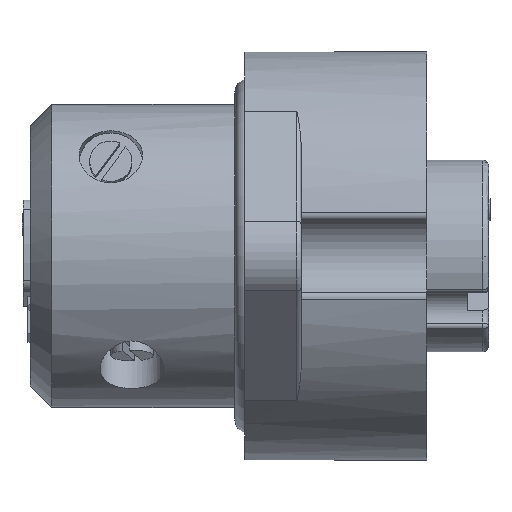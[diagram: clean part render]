
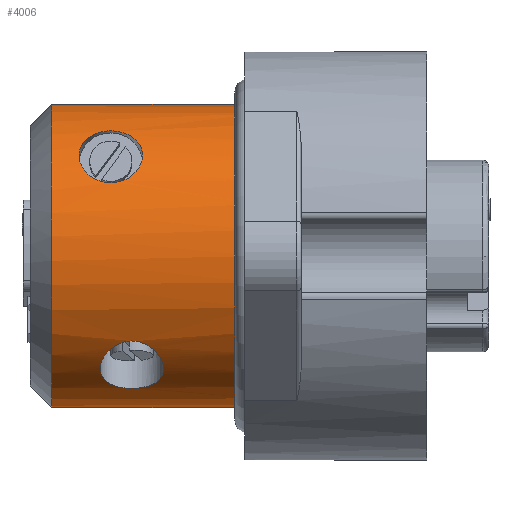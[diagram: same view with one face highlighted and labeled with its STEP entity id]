
A CAD part, front view. The second image highlights one B-rep face of the part: STEP entity #4006.
In plain terms, the highlighted cylindrical face has radius 10.75 mm (diameter 21.5 mm), a full revolution.
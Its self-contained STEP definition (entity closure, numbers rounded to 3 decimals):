
#182=CYLINDRICAL_SURFACE('',#5004,10.75);
#249=B_SPLINE_CURVE_WITH_KNOTS('',3,(#7293,#7294,#7295,#7296,#7297,#7298,
#7299,#7300,#7301,#7302,#7303,#7304,#7305,#7306,#7307,#7308,#7309,#7310),
 .UNSPECIFIED.,.T.,.F.,(2,2,2,2,2,2,2,2,2,2,2),(-0.125,0.,0.125,0.25,0.375,
0.5,0.625,0.75,0.875,1.,1.125),.UNSPECIFIED.);
#250=B_SPLINE_CURVE_WITH_KNOTS('',3,(#7312,#7313,#7314,#7315,#7316,#7317,
#7318,#7319,#7320,#7321,#7322,#7323,#7324,#7325,#7326,#7327,#7328,#7329,
#7330,#7331),.UNSPECIFIED.,.T.,.F.,(2,2,2,2,2,2,2,2,2,2,2,2),(-0.125,0.,
0.125,0.25,0.375,0.438,0.5,0.625,0.75,0.875,1.,1.125),.UNSPECIFIED.);
#251=B_SPLINE_CURVE_WITH_KNOTS('',3,(#7333,#7334,#7335,#7336,#7337,#7338,
#7339,#7340,#7341,#7342,#7343,#7344,#7345,#7346,#7347,#7348,#7349,#7350,
#7351,#7352),.UNSPECIFIED.,.T.,.F.,(2,2,2,2,2,2,2,2,2,2,2,2),(-0.125,0.,
0.125,0.25,0.375,0.438,0.5,
0.625,0.75,0.875,1.,1.125),.UNSPECIFIED.);
#252=B_SPLINE_CURVE_WITH_KNOTS('',3,(#7354,#7355,#7356,#7357,#7358,#7359,
#7360,#7361,#7362,#7363,#7364,#7365,#7366,#7367,#7368,#7369,#7370,#7371,
#7372,#7373),.UNSPECIFIED.,.T.,.F.,(2,2,2,2,2,2,2,2,2,2,2,2),(-0.125,0.,
0.125,0.25,0.375,0.438,0.5,0.625,0.75,0.875,1.,1.125),.UNSPECIFIED.);
#1412=EDGE_LOOP('',(#1924));
#1413=EDGE_LOOP('',(#1925));
#1414=EDGE_LOOP('',(#1926));
#1415=EDGE_LOOP('',(#1927));
#1416=EDGE_LOOP('',(#1928));
#1417=EDGE_LOOP('',(#1929));
#1924=ORIENTED_EDGE('',*,*,#3245,.F.);
#1925=ORIENTED_EDGE('',*,*,#3246,.F.);
#1926=ORIENTED_EDGE('',*,*,#3247,.F.);
#1927=ORIENTED_EDGE('',*,*,#3248,.F.);
#1928=ORIENTED_EDGE('',*,*,#3249,.T.);
#1929=ORIENTED_EDGE('',*,*,#3250,.T.);
#3245=EDGE_CURVE('',#4632,#4632,#249,.T.);
#3246=EDGE_CURVE('',#4633,#4633,#250,.T.);
#3247=EDGE_CURVE('',#4634,#4634,#251,.T.);
#3248=EDGE_CURVE('',#4635,#4635,#252,.T.);
#3249=EDGE_CURVE('',#4636,#4636,#3799,.T.);
#3250=EDGE_CURVE('',#4637,#4637,#3800,.T.);
#3799=CIRCLE('',#5002,10.75);
#3800=CIRCLE('',#5003,10.75);
#4006=ADVANCED_FACE('',(#4328,#4329,#4330,#4331,#4332,#4333),#182,.T.);
#4328=FACE_BOUND('',#1412,.T.);
#4329=FACE_BOUND('',#1413,.T.);
#4330=FACE_BOUND('',#1414,.T.);
#4331=FACE_BOUND('',#1415,.T.);
#4332=FACE_BOUND('',#1416,.T.);
#4333=FACE_BOUND('',#1417,.T.);
#4632=VERTEX_POINT('',#7311);
#4633=VERTEX_POINT('',#7332);
#4634=VERTEX_POINT('',#7353);
#4635=VERTEX_POINT('',#7374);
#4636=VERTEX_POINT('',#7376);
#4637=VERTEX_POINT('',#7378);
#5002=AXIS2_PLACEMENT_3D('',#7375,#5739,#5740);
#5003=AXIS2_PLACEMENT_3D('',#7377,#5741,#5742);
#5004=AXIS2_PLACEMENT_3D('',#7379,#5743,#5744);
#5739=DIRECTION('',(-1.,0.,0.));
#5740=DIRECTION('',(0.,0.,1.));
#5741=DIRECTION('',(1.,0.,0.));
#5742=DIRECTION('',(0.,0.,1.));
#5743=DIRECTION('',(1.,0.,0.));
#5744=DIRECTION('',(0.,0.,-1.));
#7293=CARTESIAN_POINT('',(6.571,-5.225,-9.395));
#7294=CARTESIAN_POINT('',(7.829,-5.225,-9.395));
#7295=CARTESIAN_POINT('',(8.442,-5.475,-9.263));
#7296=CARTESIAN_POINT('',(9.265,-6.253,-8.756));
#7297=CARTESIAN_POINT('',(9.47,-6.765,-8.378));
#7298=CARTESIAN_POINT('',(9.427,-7.692,-7.536));
#7299=CARTESIAN_POINT('',(9.2,-8.1,-7.085));
#7300=CARTESIAN_POINT('',(8.41,-8.708,-6.323));
#7301=CARTESIAN_POINT('',(7.824,-8.9,-6.029));
#7302=CARTESIAN_POINT('',(6.584,-8.902,-6.026));
#7303=CARTESIAN_POINT('',(5.989,-8.706,-6.324));
#7304=CARTESIAN_POINT('',(5.204,-8.104,-7.08));
#7305=CARTESIAN_POINT('',(4.974,-7.688,-7.539));
#7306=CARTESIAN_POINT('',(4.93,-6.772,-8.372));
#7307=CARTESIAN_POINT('',(5.132,-6.258,-8.753));
#7308=CARTESIAN_POINT('',(5.955,-5.477,-9.262));
#7309=CARTESIAN_POINT('',(6.571,-5.225,-9.395));
#7310=CARTESIAN_POINT('',(7.829,-5.225,-9.395));
#7311=CARTESIAN_POINT('',(7.2,-5.225,-9.395));
#7312=CARTESIAN_POINT('',(5.072,-9.411,5.195));
#7313=CARTESIAN_POINT('',(6.328,-9.411,5.195));
#7314=CARTESIAN_POINT('',(6.94,-9.281,5.445));
#7315=CARTESIAN_POINT('',(7.764,-8.778,6.223));
#7316=CARTESIAN_POINT('',(7.97,-8.402,6.735));
#7317=CARTESIAN_POINT('',(7.927,-7.564,7.664));
#7318=CARTESIAN_POINT('',(7.701,-7.115,8.073));
#7319=CARTESIAN_POINT('',(7.109,-6.547,8.53));
#7320=CARTESIAN_POINT('',(6.878,-6.383,8.651));
#7321=CARTESIAN_POINT('',(6.327,-6.136,8.828));
#7322=CARTESIAN_POINT('',(6.018,-6.064,8.876));
#7323=CARTESIAN_POINT('',(5.087,-6.061,8.879));
#7324=CARTESIAN_POINT('',(4.492,-6.356,8.683));
#7325=CARTESIAN_POINT('',(3.705,-7.108,8.079));
#7326=CARTESIAN_POINT('',(3.473,-7.567,7.661));
#7327=CARTESIAN_POINT('',(3.43,-8.395,6.743));
#7328=CARTESIAN_POINT('',(3.634,-8.776,6.226));
#7329=CARTESIAN_POINT('',(4.456,-9.28,5.447));
#7330=CARTESIAN_POINT('',(5.072,-9.411,5.195));
#7331=CARTESIAN_POINT('',(6.328,-9.411,5.195));
#7332=CARTESIAN_POINT('',(5.7,-9.411,5.195));
#7333=CARTESIAN_POINT('',(5.072,5.195,9.411));
#7334=CARTESIAN_POINT('',(6.328,5.195,9.411));
#7335=CARTESIAN_POINT('',(6.94,5.445,9.281));
#7336=CARTESIAN_POINT('',(7.764,6.223,8.778));
#7337=CARTESIAN_POINT('',(7.97,6.735,8.402));
#7338=CARTESIAN_POINT('',(7.927,7.664,7.564));
#7339=CARTESIAN_POINT('',(7.701,8.073,7.115));
#7340=CARTESIAN_POINT('',(7.109,8.53,6.547));
#7341=CARTESIAN_POINT('',(6.878,8.651,6.383));
#7342=CARTESIAN_POINT('',(6.327,8.828,6.136));
#7343=CARTESIAN_POINT('',(6.018,8.876,6.064));
#7344=CARTESIAN_POINT('',(5.087,8.879,6.061));
#7345=CARTESIAN_POINT('',(4.492,8.683,6.356));
#7346=CARTESIAN_POINT('',(3.705,8.079,7.108));
#7347=CARTESIAN_POINT('',(3.473,7.661,7.567));
#7348=CARTESIAN_POINT('',(3.43,6.743,8.395));
#7349=CARTESIAN_POINT('',(3.634,6.226,8.776));
#7350=CARTESIAN_POINT('',(4.456,5.447,9.28));
#7351=CARTESIAN_POINT('',(5.072,5.195,9.411));
#7352=CARTESIAN_POINT('',(6.328,5.195,9.411));
#7353=CARTESIAN_POINT('',(5.7,5.195,9.411));
#7354=CARTESIAN_POINT('',(5.072,9.411,-5.195));
#7355=CARTESIAN_POINT('',(6.328,9.411,-5.195));
#7356=CARTESIAN_POINT('',(6.94,9.281,-5.445));
#7357=CARTESIAN_POINT('',(7.764,8.778,-6.223));
#7358=CARTESIAN_POINT('',(7.97,8.402,-6.735));
#7359=CARTESIAN_POINT('',(7.927,7.564,-7.664));
#7360=CARTESIAN_POINT('',(7.701,7.115,-8.073));
#7361=CARTESIAN_POINT('',(7.109,6.547,-8.53));
#7362=CARTESIAN_POINT('',(6.878,6.383,-8.651));
#7363=CARTESIAN_POINT('',(6.327,6.136,-8.828));
#7364=CARTESIAN_POINT('',(6.018,6.064,-8.876));
#7365=CARTESIAN_POINT('',(5.087,6.061,-8.879));
#7366=CARTESIAN_POINT('',(4.492,6.356,-8.683));
#7367=CARTESIAN_POINT('',(3.705,7.108,-8.079));
#7368=CARTESIAN_POINT('',(3.473,7.567,-7.661));
#7369=CARTESIAN_POINT('',(3.43,8.395,-6.743));
#7370=CARTESIAN_POINT('',(3.634,8.776,-6.226));
#7371=CARTESIAN_POINT('',(4.456,9.28,-5.447));
#7372=CARTESIAN_POINT('',(5.072,9.411,-5.195));
#7373=CARTESIAN_POINT('',(6.328,9.411,-5.195));
#7374=CARTESIAN_POINT('',(5.7,9.411,-5.195));
#7375=CARTESIAN_POINT('',(16.1,0.,0.));
#7376=CARTESIAN_POINT('',(16.1,0.,10.75));
#7377=CARTESIAN_POINT('',(1.5,0.,0.));
#7378=CARTESIAN_POINT('',(1.5,0.,10.75));
#7379=CARTESIAN_POINT('',(7.6,0.,0.));
